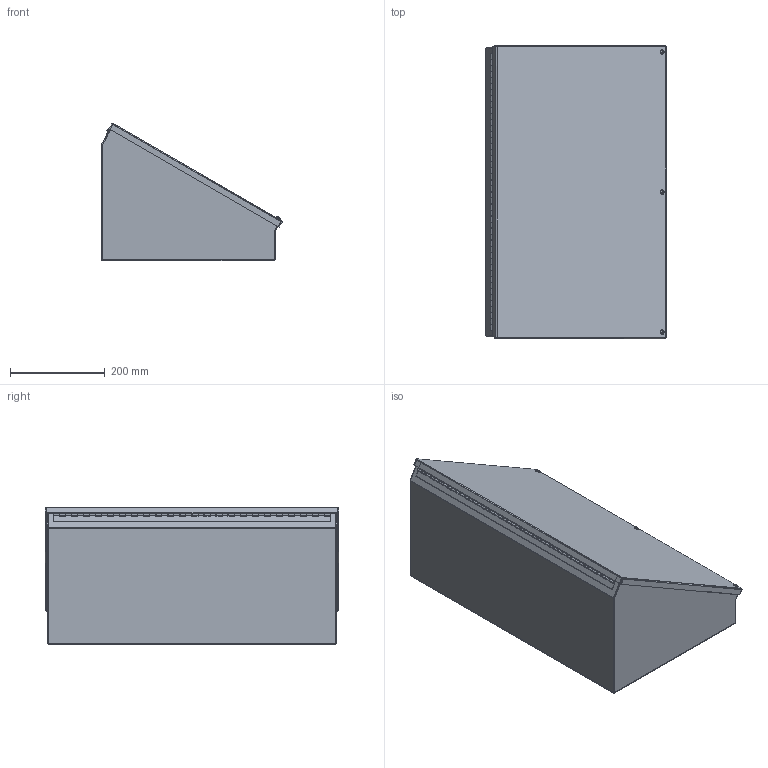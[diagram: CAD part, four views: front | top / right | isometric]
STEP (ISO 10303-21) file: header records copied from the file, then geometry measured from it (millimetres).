
FILE_DESCRIPTION(/* description */ ('WC_C_SS, CONSOLET BACK, TOP, & BOTTOM, 16X24'),/* implementation_level */ '2;1');
FILE_NAME(/* name */ 'WC16C24SS.stp',/* time_stamp */ '2015-06-08T16:52:59+05:00',/* author */ ('schinnathambi'),/* organization */ (''),/* preprocessor_version */ 'ST-DEVELOPER v15.2',/* originating_system */ 'Autodesk Inventor 2014',/* authorisation */ '');
FILE_SCHEMA (('AUTOMOTIVE_DESIGN { 1 0 10303 214 3 1 1 }'));
Length unit declared in the file: inch
Products named in the file (12): WC16C24SSBTB; WC16C24SSLID; WC16CSSLS; WC16CSSRS; 372163; 39077; 34984; 32828TH-23; 32828LH-23; 32828P-23; 32828-23; WC16C24SS
Bounding box: 380 x 617.54 x 289.23 mm (x, y, z)
Volume: 1688855.1 mm3; surface area: 1835737 mm2
Topology: 16 solids, 16 shells, 597 faces, 1555 edges, 999 vertices
Faces by surface type: plane 364, cylinder 159, cone 48, torus 15, bspline 8, sphere 3
Full cylindrical faces by diameter (mm): 2.54 x1, 2.957 x46, 3.962 x3, 4.826 x3, 4.978 x3, 6.299 x3, 6.528 x3, 7.061 x3, 7.144 x3, 9.474 x3, 10.312 x3, 11.506 x3
Entity records: 14955 total; most frequent: CARTESIAN_POINT 2990, DIRECTION 2328, ORIENTED_EDGE 2264, EDGE_CURVE 1132, AXIS2_PLACEMENT_3D 778, LINE 772, VECTOR 772, VERTEX_POINT 764
